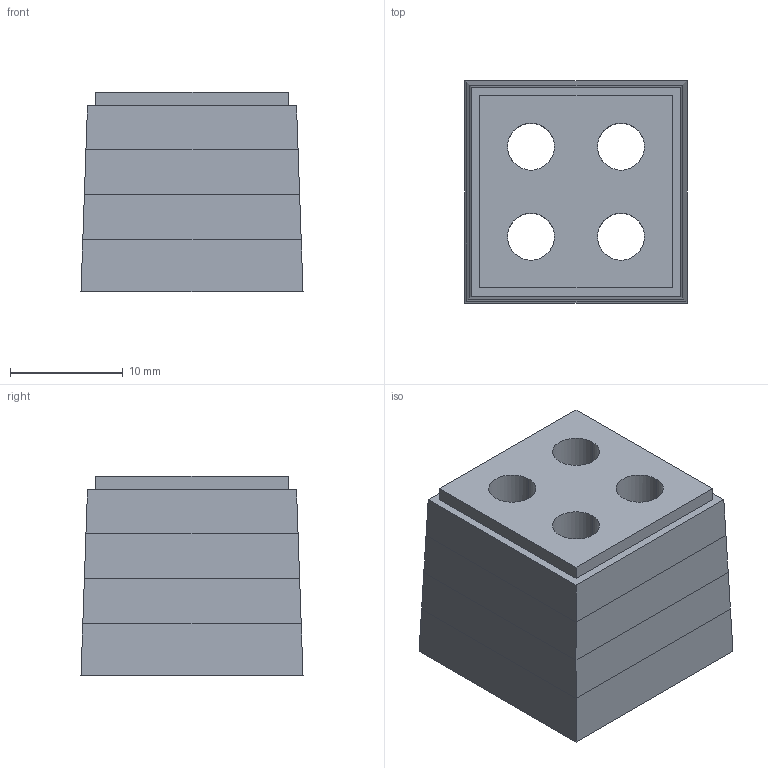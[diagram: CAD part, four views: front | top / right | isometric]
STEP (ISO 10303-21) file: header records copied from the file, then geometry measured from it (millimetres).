
FILE_DESCRIPTION(('CATIA V5 STEP Exchange','CAx-IF Rec.Pracs.--- Model Styling and Organization---1.2---2011-12-15'),'2;1');
FILE_NAME ('D1463421_0_2584850000_2584850000.stp','2018-05-29T09:53:21+00:00',('none'),('Weidmueller'),'CATIA Version 5-6 Release 2014','CATIA V5 STEP AP214','none');
FILE_SCHEMA(('AUTOMOTIVE_DESIGN { 1 0 10303 214 1 1 1 1 }'));
Length unit declared in the file: millimetre
Products named in the file (1): 2584850000_CABTITE_SE_4_4-5_SML
Bounding box: 19.71 x 19.71 x 17.7 mm (x, y, z)
Volume: 5417.1 mm3; surface area: 2906.8 mm2
Topology: 1 solids, 1 shells, 35 faces, 81 edges, 51 vertices
Faces by surface type: plane 23, cylinder 12
Entity records: 1174 total; most frequent: CARTESIAN_POINT 353, ORIENTED_EDGE 162, DIRECTION 145, EDGE_CURVE 81, VECTOR 57, LINE 57, AXIS2_PLACEMENT_3D 53, VERTEX_POINT 51
